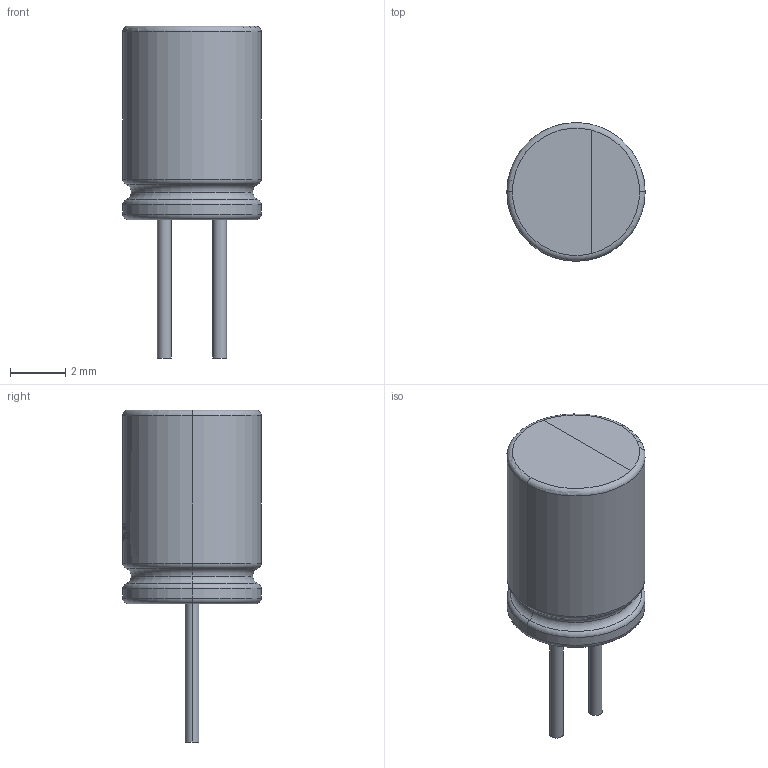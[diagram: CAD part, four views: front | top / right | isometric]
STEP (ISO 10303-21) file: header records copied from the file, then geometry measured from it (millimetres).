
FILE_DESCRIPTION (( 'STEP AP214' ), '1' );
FILE_NAME ('CAP-TH_BD5.0-P2.00-D0.5-FD.step', '2022-07-01T07:22:04', ( '' ), ( '' ), 'SwSTEP 2.0', 'SolidWorks 2020', '' );
FILE_SCHEMA (( 'AUTOMOTIVE_DESIGN' ));
Length unit declared in the file: millimetre
Products named in the file (1): CAP-TH_BD5.0-P2.00-D0.5-FD
Bounding box: 5 x 5 x 12 mm (x, y, z)
Volume: 136.9 mm3; surface area: 164.9 mm2
Topology: 1 solids, 1 shells, 249 faces, 664 edges, 438 vertices
Faces by surface type: plane 112, bspline 98, cylinder 27, torus 12
Entity records: 12288 total; most frequent: CARTESIAN_POINT 4589, ORIENTED_EDGE 1328, EDGE_CURVE 664, DIRECTION 598, VERTEX_POINT 438, EDGE_LOOP 270, UNCERTAINTY_MEASURE_WITH_UNIT 252, FILL_AREA_STYLE 251
